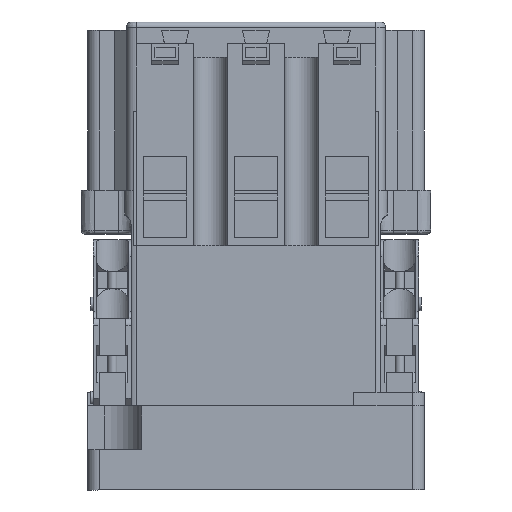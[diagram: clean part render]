
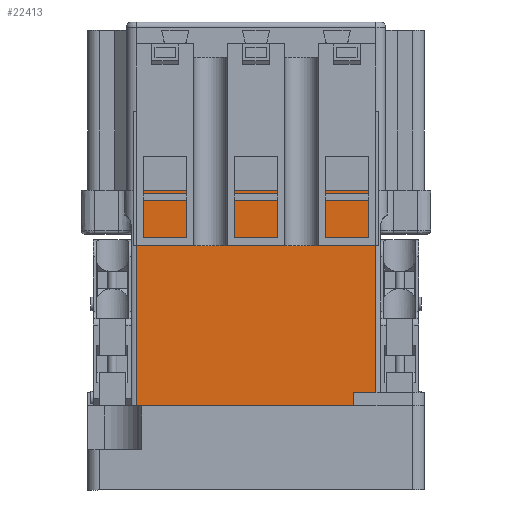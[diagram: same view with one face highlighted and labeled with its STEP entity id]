
A CAD part, front view. The second image highlights one B-rep face of the part: STEP entity #22413.
In plain terms, the highlighted planar face has unit normal (0, -1, 0).
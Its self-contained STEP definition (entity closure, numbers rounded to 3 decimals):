
#15692=DIRECTION('',(0.,0.,1.));
#15693=VECTOR('',#15692,64.);
#15694=CARTESIAN_POINT('',(-35.5,-45.5,25.));
#15695=LINE('',#15694,#15693);
#15727=DIRECTION('',(1.,0.,0.));
#15728=VECTOR('',#15727,6.5);
#15729=CARTESIAN_POINT('',(29.,-45.5,29.));
#15730=LINE('',#15729,#15728);
#15734=DIRECTION('',(0.,0.,1.));
#15735=VECTOR('',#15734,4.);
#15736=CARTESIAN_POINT('',(29.,-45.5,25.));
#15737=LINE('',#15736,#15735);
#15741=DIRECTION('',(1.,0.,0.));
#15742=VECTOR('',#15741,64.5);
#15743=CARTESIAN_POINT('',(-35.5,-45.5,25.));
#15744=LINE('',#15743,#15742);
#15748=DIRECTION('',(-1.,0.,0.));
#15749=VECTOR('',#15748,71.);
#15750=CARTESIAN_POINT('',(35.5,-45.5,89.));
#15751=LINE('',#15750,#15749);
#15755=DIRECTION('',(0.,0.,1.));
#15756=VECTOR('',#15755,60.);
#15757=CARTESIAN_POINT('',(35.5,-45.5,29.));
#15758=LINE('',#15757,#15756);
#17369=CARTESIAN_POINT('',(29.,-45.5,29.));
#17370=VERTEX_POINT('',#17369);
#17640=CARTESIAN_POINT('',(29.,-45.5,25.));
#17641=VERTEX_POINT('',#17640);
#17644=CARTESIAN_POINT('',(35.5,-45.5,29.));
#17645=VERTEX_POINT('',#17644);
#17648=CARTESIAN_POINT('',(-35.5,-45.5,25.));
#17649=VERTEX_POINT('',#17648);
#17807=CARTESIAN_POINT('',(35.5,-45.5,89.));
#17808=VERTEX_POINT('',#17807);
#17809=CARTESIAN_POINT('',(-35.5,-45.5,89.));
#17810=VERTEX_POINT('',#17809);
#22397=CARTESIAN_POINT('',(0.,-45.5,57.));
#22398=DIRECTION('',(0.,1.,0.));
#22399=DIRECTION('',(-1.,0.,0.));
#22400=AXIS2_PLACEMENT_3D('',#22397,#22398,#22399);
#22401=PLANE('',#22400);
#22402=ORIENTED_EDGE('',*,*,#20375,.F.);
#22404=ORIENTED_EDGE('',*,*,#22403,.F.);
#22406=ORIENTED_EDGE('',*,*,#22405,.F.);
#22407=ORIENTED_EDGE('',*,*,#22364,.T.);
#22408=ORIENTED_EDGE('',*,*,#18270,.F.);
#22410=ORIENTED_EDGE('',*,*,#22409,.F.);
#22411=EDGE_LOOP('',(#22402,#22404,#22406,#22407,#22408,#22410));
#22412=FACE_OUTER_BOUND('',#22411,.F.);
#18270=EDGE_CURVE('',#17808,#17810,#15751,.T.);
#20375=EDGE_CURVE('',#17370,#17645,#15730,.T.);
#22364=EDGE_CURVE('',#17649,#17810,#15695,.T.);
#22403=EDGE_CURVE('',#17641,#17370,#15737,.T.);
#22405=EDGE_CURVE('',#17649,#17641,#15744,.T.);
#22409=EDGE_CURVE('',#17645,#17808,#15758,.T.);
#22413=ADVANCED_FACE('',(#22412),#22401,.F.);
